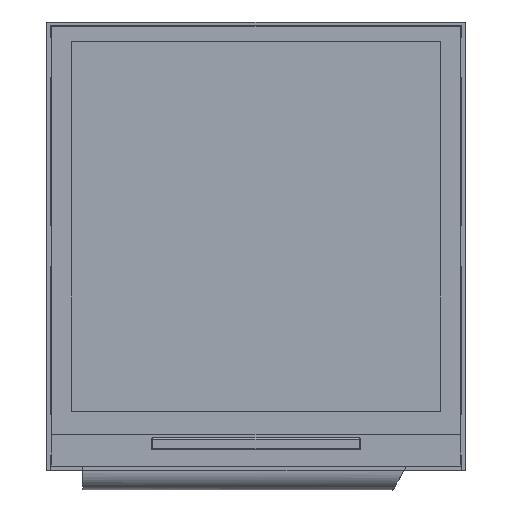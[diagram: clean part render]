
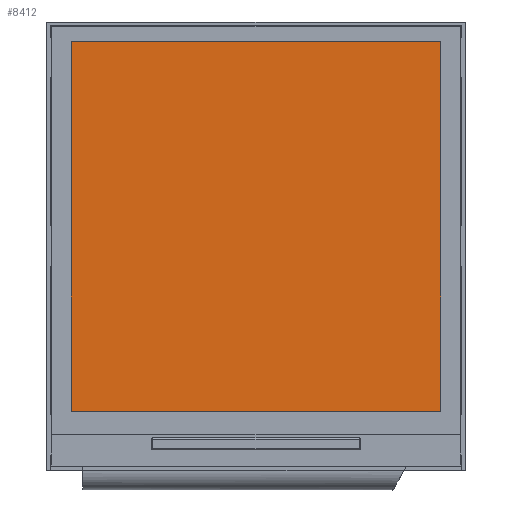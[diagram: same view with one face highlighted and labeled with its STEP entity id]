
A CAD part, top view. The second image highlights one B-rep face of the part: STEP entity #8412.
In plain terms, the highlighted planar face has unit normal (0, 0, 1).
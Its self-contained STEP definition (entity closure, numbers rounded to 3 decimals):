
#1283=ORIENTED_EDGE('',*,*,#2665,.F.);
#1284=ORIENTED_EDGE('',*,*,#2670,.F.);
#1285=ORIENTED_EDGE('',*,*,#2669,.F.);
#1286=ORIENTED_EDGE('',*,*,#2666,.F.);
#2665=EDGE_CURVE('',#3417,#3416,#4094,.T.);
#2666=EDGE_CURVE('',#3416,#3418,#4095,.T.);
#2669=EDGE_CURVE('',#3418,#3419,#4098,.T.);
#2670=EDGE_CURVE('',#3419,#3417,#4099,.T.);
#3416=VERTEX_POINT('',#11540);
#3417=VERTEX_POINT('',#11542);
#3418=VERTEX_POINT('',#11546);
#3419=VERTEX_POINT('',#11550);
#4094=LINE('',#11543,#4705);
#4095=LINE('',#11545,#4706);
#4098=LINE('',#11551,#4709);
#4099=LINE('',#11553,#4710);
#4705=VECTOR('',#9704,1000.);
#4706=VECTOR('',#9707,1000.);
#4709=VECTOR('',#9712,1000.);
#4710=VECTOR('',#9715,1000.);
#5026=EDGE_LOOP('',(#1283,#1284,#1285,#1286));
#5387=FACE_BOUND('',#5026,.T.);
#5739=PLANE('',#8784);
#8412=ADVANCED_FACE('',(#5387),#5739,.F.);
#8784=AXIS2_PLACEMENT_3D('',#11554,#9716,#9717);
#9704=DIRECTION('',(0.,1.,0.));
#9707=DIRECTION('',(1.,0.,0.));
#9712=DIRECTION('',(0.,-1.,0.));
#9715=DIRECTION('',(-1.,0.,0.));
#9716=DIRECTION('',(0.,0.,-1.));
#9717=DIRECTION('',(-1.,0.,0.));
#11540=CARTESIAN_POINT('',(-13.86,32.129,1.369));
#11542=CARTESIAN_POINT('',(-13.86,4.409,1.369));
#11543=CARTESIAN_POINT('',(-13.86,4.409,1.369));
#11545=CARTESIAN_POINT('',(-13.86,32.129,1.369));
#11546=CARTESIAN_POINT('',(13.86,32.129,1.369));
#11550=CARTESIAN_POINT('',(13.86,4.409,1.369));
#11551=CARTESIAN_POINT('',(13.86,32.129,1.369));
#11553=CARTESIAN_POINT('',(13.86,4.409,1.369));
#11554=CARTESIAN_POINT('',(0.,0.,1.369));
